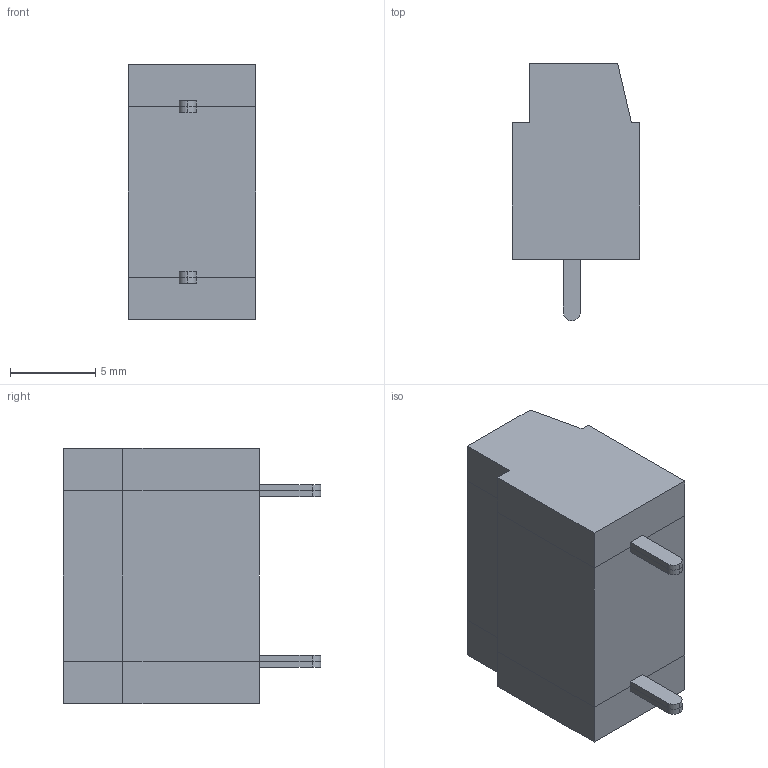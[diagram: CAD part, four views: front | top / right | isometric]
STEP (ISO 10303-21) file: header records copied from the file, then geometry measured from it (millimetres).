
FILE_DESCRIPTION(('STEP AP214'),'1');
FILE_NAME('691137810002.stp','2018-02-20T08:07:20',('TraceParts'),('TraceParts S.A.'),'Spatial InterOp 3D',' ',' ');
FILE_SCHEMA(('automotive_design'));
Length unit declared in the file: millimetre
Products named in the file (3): 691137810002_1; 691137810002_2; 691137810002_3
Bounding box: 7.5 x 15.1 x 15 mm (x, y, z)
Volume: 742.7 mm3; surface area: 1812.9 mm2
Topology: 3 solids, 3 shells, 261 faces, 795 edges, 522 vertices
Faces by surface type: plane 191, cylinder 70
Entity records: 11235 total; most frequent: CARTESIAN_POINT 1797, ORIENTED_EDGE 1590, DIRECTION 1475, EDGE_CURVE 795, LINE 635, VECTOR 635, VERTEX_POINT 522, AXIS2_PLACEMENT_3D 420
